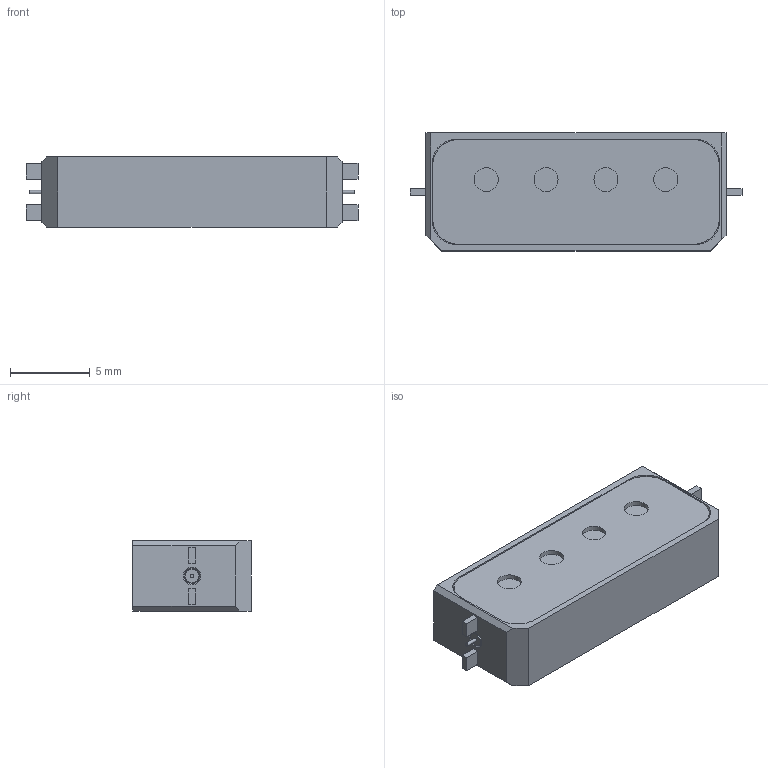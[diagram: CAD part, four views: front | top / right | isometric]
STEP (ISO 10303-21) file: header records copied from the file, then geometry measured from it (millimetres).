
FILE_DESCRIPTION(('STEP AP203'), '1');
FILE_NAME('ÍØÁÀ.434834.014-05_Ôèëüòð ÔÊÏ4-214-05-3,75-140_1', '', ('UNSPECIFIED'), ('UNSPECIFIED'), 'ASCON STEP Converter 1.6', 'ASCON Math Kernel', '');
FILE_SCHEMA(('CONFIG_CONTROL_DESIGN'));
Length unit declared in the file: millimetre
Products named in the file (1): НШБА.434834.014-05_Фильтр ФКП4-214-05-3,75-140
Bounding box: 20.8 x 7.4 x 4.4 mm (x, y, z)
Volume: 599.6 mm3; surface area: 553.7 mm2
Topology: 1 solids, 1 shells, 495 faces, 1285 edges, 856 vertices
Faces by surface type: plane 345, bspline 122, cylinder 26, cone 2
Full cylindrical faces by diameter (mm): 0.2 x2, 0.86 x2, 0.95 x2, 1.5 x4
Entity records: 30894 total; most frequent: CARTESIAN_POINT 15775, ORIENTED_EDGE 2546, DIRECTION 1733, EDGE_CURVE 1273, LINE 881, VECTOR 881, VERTEX_POINT 856, EDGE_LOOP 571
